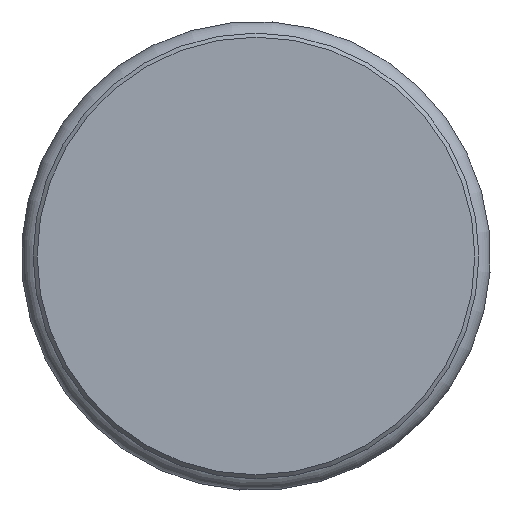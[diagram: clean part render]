
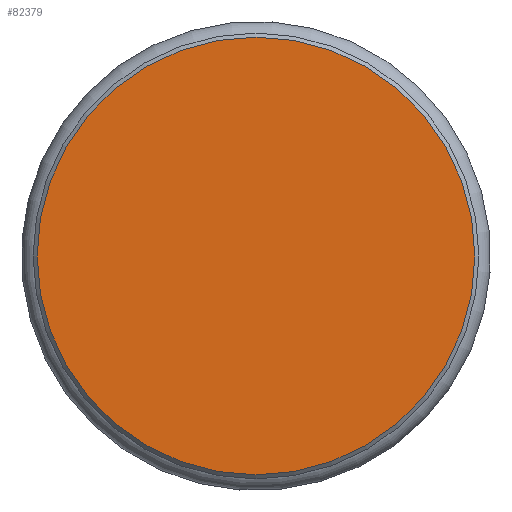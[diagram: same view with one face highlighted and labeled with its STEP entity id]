
A CAD part, left-side view. The second image highlights one B-rep face of the part: STEP entity #82379.
In plain terms, the highlighted planar face has unit normal (-1, 0, 0).
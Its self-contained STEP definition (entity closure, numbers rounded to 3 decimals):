
#82363=CARTESIAN_POINT('',(0.0,8.525,0.0));
#82364=DIRECTION('',(-1.0,0.0,0.0));
#82365=DIRECTION('',(0.0,0.0,1.0));
#82366=AXIS2_PLACEMENT_3D('',#82363,#82364,#82365);
#82367=PLANE('',#82366);
#82368=CARTESIAN_POINT('',(0.0,10.8,0.));
#82369=VERTEX_POINT('',#82368);
#82370=CARTESIAN_POINT('',(0.0,0.0,0.0));
#82371=DIRECTION('',(1.0,0.0,0.0));
#82372=DIRECTION('',(0.0,-1.0,0.0));
#82373=AXIS2_PLACEMENT_3D('',#82370,#82371,#82372);
#82374=CIRCLE('',#82373,10.8);
#82375=EDGE_CURVE('',#82369,#82369,#82374,.T.);
#82376=ORIENTED_EDGE('',*,*,#82375,.F.);
#82377=EDGE_LOOP('',(#82376));
#82378=FACE_OUTER_BOUND('',#82377,.T.);
#82379=ADVANCED_FACE('',(#82378),#82367,.T.);
